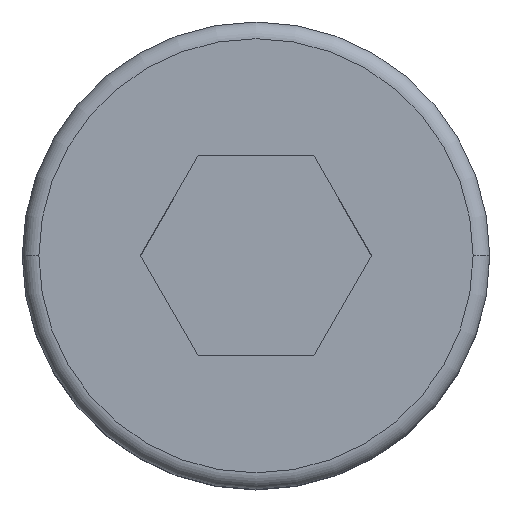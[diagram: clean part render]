
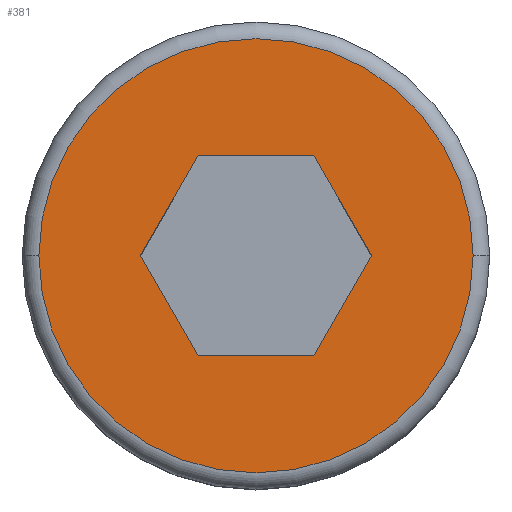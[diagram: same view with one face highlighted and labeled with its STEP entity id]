
A CAD part, top view. The second image highlights one B-rep face of the part: STEP entity #381.
In plain terms, the highlighted planar face has unit normal (0, 0, 1).
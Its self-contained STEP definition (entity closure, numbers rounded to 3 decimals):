
#11 = EDGE_CURVE ( 'NONE', #233, #589, #33, .T. ) ;
#16 = EDGE_CURVE ( 'NONE', #589, #78, #83, .T. ) ;
#22 = CARTESIAN_POINT ( 'NONE',  ( 0.866, 1.5, 4. ) ) ;
#33 = LINE ( 'NONE', #220, #578 ) ;
#34 = CARTESIAN_POINT ( 'NONE',  ( 0., 0., 4. ) ) ;
#53 = LINE ( 'NONE', #147, #569 ) ;
#55 = CARTESIAN_POINT ( 'NONE',  ( 3.25, 0., 4. ) ) ;
#78 = VERTEX_POINT ( 'NONE', #105 ) ;
#80 = CARTESIAN_POINT ( 'NONE',  ( 0., 0., 4. ) ) ;
#83 = LINE ( 'NONE', #274, #246 ) ;
#94 = LINE ( 'NONE', #282, #213 ) ;
#99 = VECTOR ( 'NONE', #417, 1000. ) ;
#105 = CARTESIAN_POINT ( 'NONE',  ( 1.732, 0., 4. ) ) ;
#109 = LINE ( 'NONE', #495, #512 ) ;
#119 = ORIENTED_EDGE ( 'NONE', *, *, #302, .T. ) ;
#121 = FACE_OUTER_BOUND ( 'NONE', #504, .T. ) ;
#147 = CARTESIAN_POINT ( 'NONE',  ( 1.732, 0., 4. ) ) ;
#156 = CARTESIAN_POINT ( 'NONE',  ( -1.732, 0., 4. ) ) ;
#162 = CARTESIAN_POINT ( 'NONE',  ( -0.866, 1.5, 4. ) ) ;
#163 = EDGE_CURVE ( 'NONE', #230, #183, #94, .T. ) ;
#172 = DIRECTION ( 'NONE',  ( 1., 0., 0. ) ) ;
#176 = CARTESIAN_POINT ( 'NONE',  ( -3.25, 0., 4. ) ) ;
#183 = VERTEX_POINT ( 'NONE', #162 ) ;
#186 = VERTEX_POINT ( 'NONE', #156 ) ;
#197 = DIRECTION ( 'NONE',  ( 0.5, 0.866, 0. ) ) ;
#208 = EDGE_CURVE ( 'NONE', #183, #186, #109, .T. ) ;
#213 = VECTOR ( 'NONE', #473, 1000. ) ;
#219 = DIRECTION ( 'NONE',  ( 0., 0., 1. ) ) ;
#220 = CARTESIAN_POINT ( 'NONE',  ( -0.866, -1.5, 4. ) ) ;
#229 = LINE ( 'NONE', #465, #99 ) ;
#230 = VERTEX_POINT ( 'NONE', #22 ) ;
#233 = VERTEX_POINT ( 'NONE', #245 ) ;
#245 = CARTESIAN_POINT ( 'NONE',  ( -0.866, -1.5, 4. ) ) ;
#246 = VECTOR ( 'NONE', #197, 1000. ) ;
#257 = CIRCLE ( 'NONE', #341, 3.25 ) ;
#274 = CARTESIAN_POINT ( 'NONE',  ( 0.866, -1.5, 4. ) ) ;
#282 = CARTESIAN_POINT ( 'NONE',  ( 0.866, 1.5, 4. ) ) ;
#302 = EDGE_CURVE ( 'NONE', #455, #552, #257, .T. ) ;
#315 = ORIENTED_EDGE ( 'NONE', *, *, #208, .F. ) ;
#333 = CARTESIAN_POINT ( 'NONE',  ( 0.866, -1.5, 4. ) ) ;
#341 = AXIS2_PLACEMENT_3D ( 'NONE', #544, #546, #533 ) ;
#381 = ADVANCED_FACE ( 'NONE', ( #551, #121 ), #459, .T. ) ;
#389 = DIRECTION ( 'NONE',  ( -0.5, -0.866, 0. ) ) ;
#399 = EDGE_CURVE ( 'NONE', #552, #455, #596, .T. ) ;
#409 = ORIENTED_EDGE ( 'NONE', *, *, #163, .F. ) ;
#417 = DIRECTION ( 'NONE',  ( 0.5, -0.866, 0. ) ) ;
#421 = ORIENTED_EDGE ( 'NONE', *, *, #561, .F. ) ;
#444 = AXIS2_PLACEMENT_3D ( 'NONE', #80, #219, #172 ) ;
#455 = VERTEX_POINT ( 'NONE', #176 ) ;
#459 = PLANE ( 'NONE',  #513 ) ;
#465 = CARTESIAN_POINT ( 'NONE',  ( -1.732, 0., 4. ) ) ;
#466 = ORIENTED_EDGE ( 'NONE', *, *, #16, .F. ) ;
#473 = DIRECTION ( 'NONE',  ( -1., 0., 0. ) ) ;
#479 = ORIENTED_EDGE ( 'NONE', *, *, #511, .F. ) ;
#495 = CARTESIAN_POINT ( 'NONE',  ( -0.866, 1.5, 4. ) ) ;
#504 = EDGE_LOOP ( 'NONE', ( #562, #119 ) ) ;
#505 = DIRECTION ( 'NONE',  ( 1., 0., 0. ) ) ;
#506 = DIRECTION ( 'NONE',  ( 1., 0., 0. ) ) ;
#511 = EDGE_CURVE ( 'NONE', #186, #233, #229, .T. ) ;
#512 = VECTOR ( 'NONE', #389, 1000. ) ;
#513 = AXIS2_PLACEMENT_3D ( 'NONE', #34, #604, #505 ) ;
#533 = DIRECTION ( 'NONE',  ( 1., 0., 0. ) ) ;
#544 = CARTESIAN_POINT ( 'NONE',  ( 0., 0., 4. ) ) ;
#546 = DIRECTION ( 'NONE',  ( 0., 0., 1. ) ) ;
#551 = FACE_BOUND ( 'NONE', #594, .T. ) ;
#552 = VERTEX_POINT ( 'NONE', #55 ) ;
#561 = EDGE_CURVE ( 'NONE', #78, #230, #53, .T. ) ;
#562 = ORIENTED_EDGE ( 'NONE', *, *, #399, .T. ) ;
#569 = VECTOR ( 'NONE', #570, 1000. ) ;
#570 = DIRECTION ( 'NONE',  ( -0.5, 0.866, 0. ) ) ;
#578 = VECTOR ( 'NONE', #506, 1000. ) ;
#589 = VERTEX_POINT ( 'NONE', #333 ) ;
#592 = ORIENTED_EDGE ( 'NONE', *, *, #11, .F. ) ;
#594 = EDGE_LOOP ( 'NONE', ( #421, #466, #592, #479, #315, #409 ) ) ;
#596 = CIRCLE ( 'NONE', #444, 3.25 ) ;
#604 = DIRECTION ( 'NONE',  ( 0., 0., 1. ) ) ;
